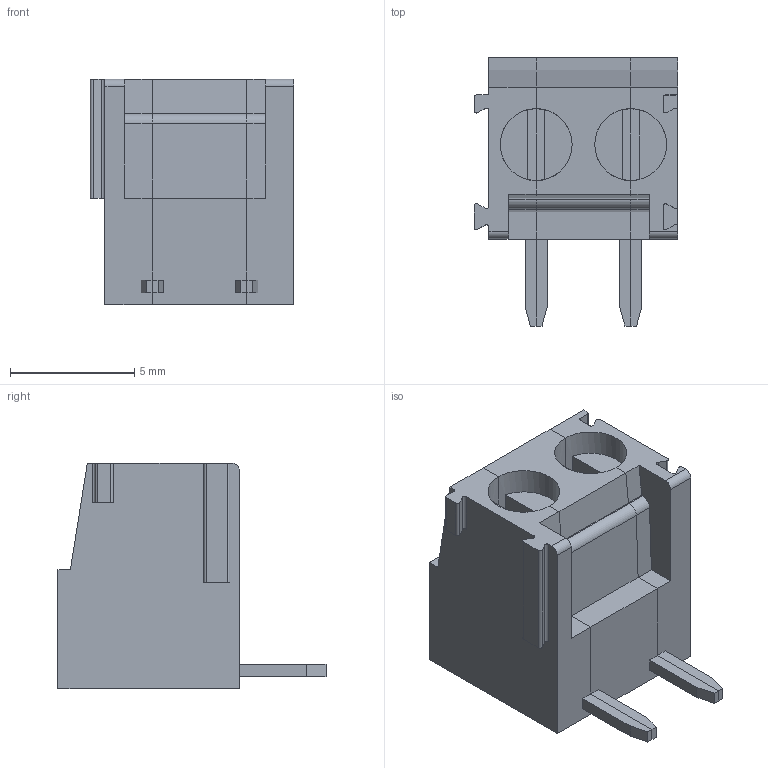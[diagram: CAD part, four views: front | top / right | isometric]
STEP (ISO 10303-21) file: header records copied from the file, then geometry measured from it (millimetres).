
FILE_DESCRIPTION( ( 'Unknown' ), '1' );
FILE_NAME( '691214300002.stp', 'Unknown', ( 'Unknown' ), ( 'Unknown' ), 'PSStep 18.0.17', 'Unknown', ' ' );
FILE_SCHEMA( ( 'AUTOMOTIVE_DESIGN { 1 0 10303 214 1 1 1 1 }' ) );
Length unit declared in the file: millimetre
Products named in the file (4): Assem1; CPP3.81SQ_DX; 691214300002; CPP3.81SQ_SX
Assembly tree (3 placements, depth 2):
  Assem1
    CPP3.81SQ_DX
    691214300002
    CPP3.81SQ_SX
Bounding box: 8.22 x 10.8 x 9.1 mm (x, y, z)
Volume: 383 mm3; surface area: 699.6 mm2
Topology: 3 solids, 3 shells, 179 faces, 511 edges, 338 vertices
Faces by surface type: plane 154, cylinder 25
Entity records: 7261 total; most frequent: CARTESIAN_POINT 1032, ORIENTED_EDGE 1022, DIRECTION 935, EDGE_CURVE 511, LINE 453, VECTOR 453, VERTEX_POINT 338, AXIS2_PLACEMENT_3D 241
